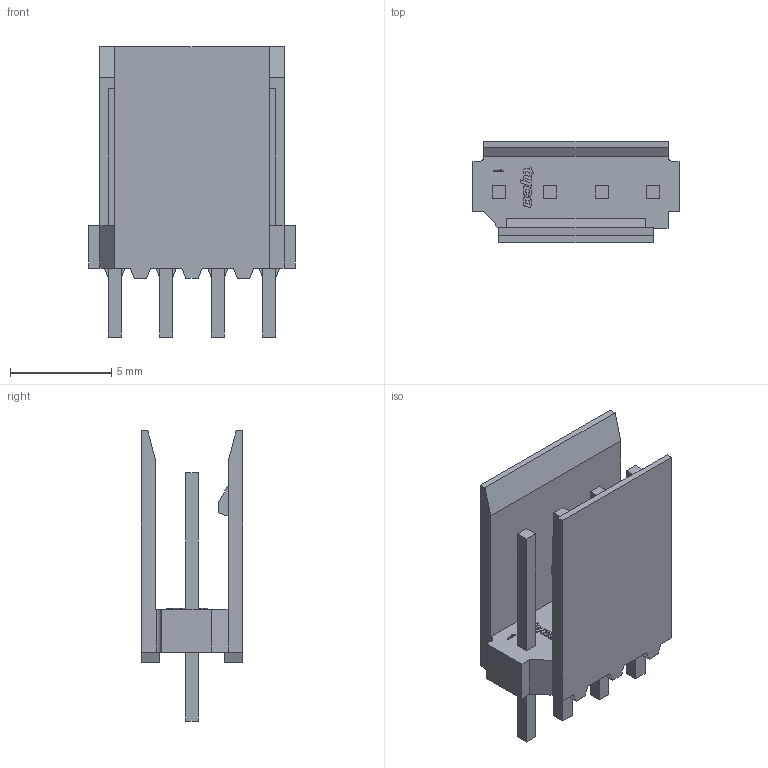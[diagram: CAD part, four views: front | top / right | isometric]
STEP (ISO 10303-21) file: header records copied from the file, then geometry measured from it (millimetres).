
FILE_DESCRIPTION((''),'2;1');
FILE_NAME('C-281695-4','2009-05-19T',('workeradm'),('Tyco Electronics Corporation'),'PRO/ENGINEER BY PARAMETRIC TECHNOLOGY CORPORATION, 2007390','PRO/ENGINEER BY PARAMETRIC TECHNOLOGY CORPORATION, 2007390','');
FILE_SCHEMA(('AUTOMOTIVE_DESIGN { 1 0 10303 214 1 1 1 1 }'));
Length unit declared in the file: millimetre
Products named in the file (1): C-281695-4
Bounding box: 10.16 x 5 x 14.3 mm (x, y, z)
Volume: 221.8 mm3; surface area: 586.1 mm2
Topology: 1 solids, 1 shells, 181 faces, 490 edges, 326 vertices
Faces by surface type: plane 153, cylinder 28
Entity records: 5723 total; most frequent: CARTESIAN_POINT 998, ORIENTED_EDGE 980, DIRECTION 908, EDGE_CURVE 490, VECTOR 434, LINE 434, VERTEX_POINT 326, AXIS2_PLACEMENT_3D 237
